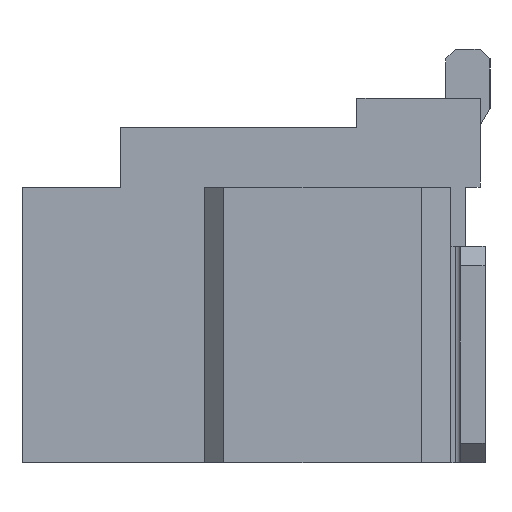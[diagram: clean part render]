
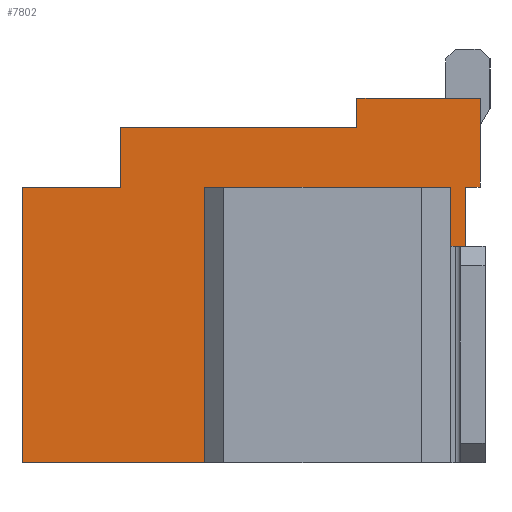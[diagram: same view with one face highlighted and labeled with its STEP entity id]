
A CAD part, left-side view. The second image highlights one B-rep face of the part: STEP entity #7802.
In plain terms, the highlighted planar face has unit normal (-1, 0, 0).
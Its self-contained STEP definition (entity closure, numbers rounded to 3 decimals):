
#73=DIRECTION('',(0.,1.,0.));
#74=VECTOR('',#73,1.25);
#75=CARTESIAN_POINT('',(-7.75,-3.675,2.1));
#76=LINE('',#75,#74);
#1021=DIRECTION('',(0.,0.,1.));
#1022=VECTOR('',#1021,2.8);
#1023=CARTESIAN_POINT('',(-7.75,0.975,-1.6));
#1024=LINE('',#1023,#1022);
#1481=DIRECTION('',(0.,-1.,0.));
#1482=VECTOR('',#1481,1.);
#1483=CARTESIAN_POINT('',(-7.75,0.975,1.2));
#1484=LINE('',#1483,#1482);
#1485=DIRECTION('',(0.,0.,1.));
#1486=VECTOR('',#1485,0.6);
#1487=CARTESIAN_POINT('',(-7.75,-0.025,1.2));
#1488=LINE('',#1487,#1486);
#1489=DIRECTION('',(0.,-1.,0.));
#1490=VECTOR('',#1489,2.4);
#1491=CARTESIAN_POINT('',(-7.75,-0.025,1.8));
#1492=LINE('',#1491,#1490);
#1493=DIRECTION('',(0.,0.,-1.));
#1494=VECTOR('',#1493,0.3);
#1495=CARTESIAN_POINT('',(-7.75,-2.425,2.1));
#1496=LINE('',#1495,#1494);
#1497=DIRECTION('',(0.,1.,0.));
#1498=VECTOR('',#1497,0.15);
#1499=CARTESIAN_POINT('',(-7.75,-3.675,1.2));
#1500=LINE('',#1499,#1498);
#1501=DIRECTION('',(0.,0.,1.));
#1502=VECTOR('',#1501,2.1);
#1503=CARTESIAN_POINT('',(-7.75,-3.525,-0.9));
#1504=LINE('',#1503,#1502);
#1505=DIRECTION('',(0.,1.,0.));
#1506=VECTOR('',#1505,0.15);
#1507=CARTESIAN_POINT('',(-7.75,-3.675,-0.9));
#1508=LINE('',#1507,#1506);
#1509=DIRECTION('',(0.,1.,0.));
#1510=VECTOR('',#1509,0.3);
#1511=CARTESIAN_POINT('',(-7.75,-3.675,-1.6));
#1512=LINE('',#1511,#1510);
#1513=DIRECTION('',(0.,0.,1.));
#1514=VECTOR('',#1513,2.8);
#1515=CARTESIAN_POINT('',(-7.75,-3.375,-1.6));
#1516=LINE('',#1515,#1514);
#1517=DIRECTION('',(0.,-1.,0.));
#1518=VECTOR('',#1517,2.5);
#1519=CARTESIAN_POINT('',(-7.75,-0.875,1.2));
#1520=LINE('',#1519,#1518);
#1521=DIRECTION('',(0.,0.,1.));
#1522=VECTOR('',#1521,2.8);
#1523=CARTESIAN_POINT('',(-7.75,-0.875,-1.6));
#1524=LINE('',#1523,#1522);
#1525=DIRECTION('',(0.,1.,0.));
#1526=VECTOR('',#1525,1.85);
#1527=CARTESIAN_POINT('',(-7.75,-0.875,-1.6));
#1528=LINE('',#1527,#1526);
#1573=DIRECTION('',(0.,0.,1.));
#1574=VECTOR('',#1573,0.9);
#1575=CARTESIAN_POINT('',(-7.75,-3.675,1.2));
#1576=LINE('',#1575,#1574);
#1613=DIRECTION('',(0.,0.,1.));
#1614=VECTOR('',#1613,0.7);
#1615=CARTESIAN_POINT('',(-7.75,-3.675,-1.6));
#1616=LINE('',#1615,#1614);
#4807=CARTESIAN_POINT('',(-7.75,-0.875,1.2));
#4808=CARTESIAN_POINT('',(-7.75,-3.375,1.2));
#4809=VERTEX_POINT('',#4807);
#4810=VERTEX_POINT('',#4808);
#4811=CARTESIAN_POINT('',(-7.75,-0.875,-1.6));
#4812=VERTEX_POINT('',#4811);
#4819=CARTESIAN_POINT('',(-7.75,0.975,-1.6));
#4820=VERTEX_POINT('',#4819);
#4839=CARTESIAN_POINT('',(-7.75,-3.675,2.1));
#4840=VERTEX_POINT('',#4839);
#4845=CARTESIAN_POINT('',(-7.75,-3.675,-1.6));
#4846=VERTEX_POINT('',#4845);
#4863=CARTESIAN_POINT('',(-7.75,-2.425,2.1));
#4864=CARTESIAN_POINT('',(-7.75,-2.425,1.8));
#4865=VERTEX_POINT('',#4863);
#4866=VERTEX_POINT('',#4864);
#4872=CARTESIAN_POINT('',(-7.75,-0.025,1.8));
#4874=VERTEX_POINT('',#4872);
#5041=CARTESIAN_POINT('',(-7.75,0.975,1.2));
#5042=CARTESIAN_POINT('',(-7.75,-0.025,1.2));
#5043=VERTEX_POINT('',#5041);
#5044=VERTEX_POINT('',#5042);
#5455=CARTESIAN_POINT('',(-7.75,-3.375,-1.6));
#5456=VERTEX_POINT('',#5455);
#6275=CARTESIAN_POINT('',(-7.75,-3.675,1.2));
#6277=VERTEX_POINT('',#6275);
#6283=CARTESIAN_POINT('',(-7.75,-3.675,-0.9));
#6285=VERTEX_POINT('',#6283);
#6291=CARTESIAN_POINT('',(-7.75,-3.525,1.2));
#6292=VERTEX_POINT('',#6291);
#6293=CARTESIAN_POINT('',(-7.75,-3.525,-0.9));
#6294=VERTEX_POINT('',#6293);
#7769=CARTESIAN_POINT('',(-7.75,-3.675,-1.6));
#7770=DIRECTION('',(-1.,0.,0.));
#7771=DIRECTION('',(0.,0.,1.));
#7772=AXIS2_PLACEMENT_3D('',#7769,#7770,#7771);
#7773=PLANE('',#7772);
#7774=ORIENTED_EDGE('',*,*,#7327,.T.);
#7776=ORIENTED_EDGE('',*,*,#7775,.T.);
#7778=ORIENTED_EDGE('',*,*,#7777,.T.);
#7779=ORIENTED_EDGE('',*,*,#7442,.F.);
#7780=ORIENTED_EDGE('',*,*,#6388,.F.);
#7782=ORIENTED_EDGE('',*,*,#7781,.F.);
#7784=ORIENTED_EDGE('',*,*,#7783,.T.);
#7786=ORIENTED_EDGE('',*,*,#7785,.F.);
#7788=ORIENTED_EDGE('',*,*,#7787,.F.);
#7790=ORIENTED_EDGE('',*,*,#7789,.F.);
#7791=ORIENTED_EDGE('',*,*,#6762,.T.);
#7793=ORIENTED_EDGE('',*,*,#7792,.T.);
#7795=ORIENTED_EDGE('',*,*,#7794,.F.);
#7797=ORIENTED_EDGE('',*,*,#7796,.F.);
#7798=ORIENTED_EDGE('',*,*,#6740,.T.);
#7799=ORIENTED_EDGE('',*,*,#7260,.T.);
#7800=EDGE_LOOP('',(#7774,#7776,#7778,#7779,#7780,#7782,#7784,#7786,#7788,#7790,
#7791,#7793,#7795,#7797,#7798,#7799));
#7801=FACE_OUTER_BOUND('',#7800,.F.);
#7802=ADVANCED_FACE('',(#7801),#7773,.T.);
#6388=EDGE_CURVE('',#4840,#4865,#76,.T.);
#6740=EDGE_CURVE('',#4812,#4820,#1528,.T.);
#6762=EDGE_CURVE('',#4846,#5456,#1512,.T.);
#7260=EDGE_CURVE('',#4820,#5043,#1024,.T.);
#7327=EDGE_CURVE('',#5043,#5044,#1484,.T.);
#7442=EDGE_CURVE('',#4865,#4866,#1496,.T.);
#7775=EDGE_CURVE('',#5044,#4874,#1488,.T.);
#7777=EDGE_CURVE('',#4874,#4866,#1492,.T.);
#7781=EDGE_CURVE('',#6277,#4840,#1576,.T.);
#7783=EDGE_CURVE('',#6277,#6292,#1500,.T.);
#7785=EDGE_CURVE('',#6294,#6292,#1504,.T.);
#7787=EDGE_CURVE('',#6285,#6294,#1508,.T.);
#7789=EDGE_CURVE('',#4846,#6285,#1616,.T.);
#7792=EDGE_CURVE('',#5456,#4810,#1516,.T.);
#7794=EDGE_CURVE('',#4809,#4810,#1520,.T.);
#7796=EDGE_CURVE('',#4812,#4809,#1524,.T.);
